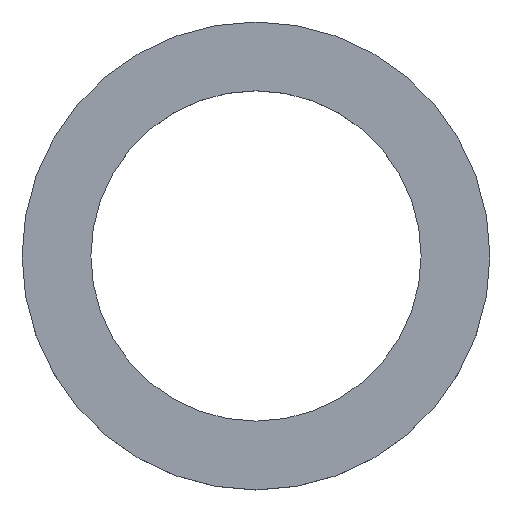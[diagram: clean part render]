
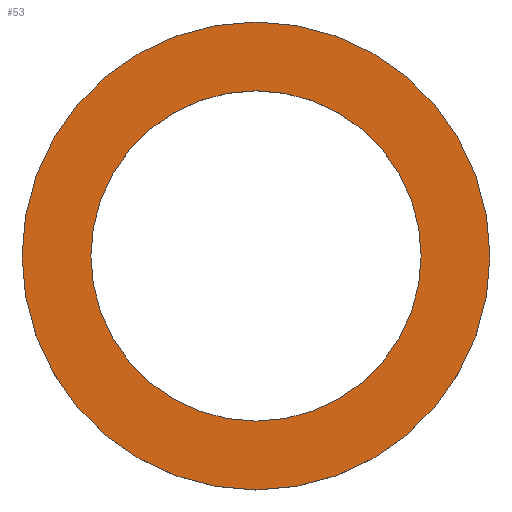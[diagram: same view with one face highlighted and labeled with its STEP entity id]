
A CAD part, top view. The second image highlights one B-rep face of the part: STEP entity #53.
In plain terms, the highlighted planar face has unit normal (0, 0, 1).
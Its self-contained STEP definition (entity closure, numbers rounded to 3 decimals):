
#3 = DIRECTION ( 'NONE',  ( 1., 0., 0. ) ) ;
#6 = CARTESIAN_POINT ( 'NONE',  ( 6., 0., 1.5 ) ) ;
#8 = ORIENTED_EDGE ( 'NONE', *, *, #249, .F. ) ;
#18 = ORIENTED_EDGE ( 'NONE', *, *, #96, .F. ) ;
#19 = DIRECTION ( 'NONE',  ( 0., 0., 1. ) ) ;
#21 = DIRECTION ( 'NONE',  ( 1., 0., 0. ) ) ;
#22 = DIRECTION ( 'NONE',  ( 0., 0., 1. ) ) ;
#29 = CARTESIAN_POINT ( 'NONE',  ( 0., 0., 1.5 ) ) ;
#53 = ADVANCED_FACE ( 'NONE', ( #88, #69 ), #144, .T. ) ;
#62 = DIRECTION ( 'NONE',  ( 1., 0., 0. ) ) ;
#64 = CARTESIAN_POINT ( 'NONE',  ( -8.5, 0., 1.5 ) ) ;
#69 = FACE_BOUND ( 'NONE', #138, .T. ) ;
#74 = AXIS2_PLACEMENT_3D ( 'NONE', #29, #165, #110 ) ;
#78 = VERTEX_POINT ( 'NONE', #143 ) ;
#79 = VERTEX_POINT ( 'NONE', #64 ) ;
#85 = CIRCLE ( 'NONE', #132, 8.5 ) ;
#88 = FACE_OUTER_BOUND ( 'NONE', #205, .T. ) ;
#96 = EDGE_CURVE ( 'NONE', #78, #176, #153, .T. ) ;
#101 = CARTESIAN_POINT ( 'NONE',  ( 8.5, 0., 1.5 ) ) ;
#110 = DIRECTION ( 'NONE',  ( 1., 0., 0. ) ) ;
#124 = EDGE_CURVE ( 'NONE', #79, #170, #184, .T. ) ;
#127 = DIRECTION ( 'NONE',  ( 1., 0., 0. ) ) ;
#132 = AXIS2_PLACEMENT_3D ( 'NONE', #220, #147, #127 ) ;
#138 = EDGE_LOOP ( 'NONE', ( #18, #8 ) ) ;
#141 = CIRCLE ( 'NONE', #74, 6. ) ;
#143 = CARTESIAN_POINT ( 'NONE',  ( -6., 0., 1.5 ) ) ;
#144 = PLANE ( 'NONE',  #235 ) ;
#147 = DIRECTION ( 'NONE',  ( 0., 0., 1. ) ) ;
#153 = CIRCLE ( 'NONE', #159, 6. ) ;
#157 = CARTESIAN_POINT ( 'NONE',  ( 0., 0., 1.5 ) ) ;
#159 = AXIS2_PLACEMENT_3D ( 'NONE', #157, #22, #62 ) ;
#165 = DIRECTION ( 'NONE',  ( 0., 0., 1. ) ) ;
#170 = VERTEX_POINT ( 'NONE', #101 ) ;
#176 = VERTEX_POINT ( 'NONE', #6 ) ;
#181 = AXIS2_PLACEMENT_3D ( 'NONE', #230, #193, #21 ) ;
#184 = CIRCLE ( 'NONE', #181, 8.5 ) ;
#193 = DIRECTION ( 'NONE',  ( 0., 0., 1. ) ) ;
#195 = EDGE_CURVE ( 'NONE', #170, #79, #85, .T. ) ;
#201 = ORIENTED_EDGE ( 'NONE', *, *, #124, .T. ) ;
#205 = EDGE_LOOP ( 'NONE', ( #201, #208 ) ) ;
#208 = ORIENTED_EDGE ( 'NONE', *, *, #195, .T. ) ;
#213 = CARTESIAN_POINT ( 'NONE',  ( 0., 0., 1.5 ) ) ;
#220 = CARTESIAN_POINT ( 'NONE',  ( 0., 0., 1.5 ) ) ;
#230 = CARTESIAN_POINT ( 'NONE',  ( 0., 0., 1.5 ) ) ;
#235 = AXIS2_PLACEMENT_3D ( 'NONE', #213, #19, #3 ) ;
#249 = EDGE_CURVE ( 'NONE', #176, #78, #141, .T. ) ;
